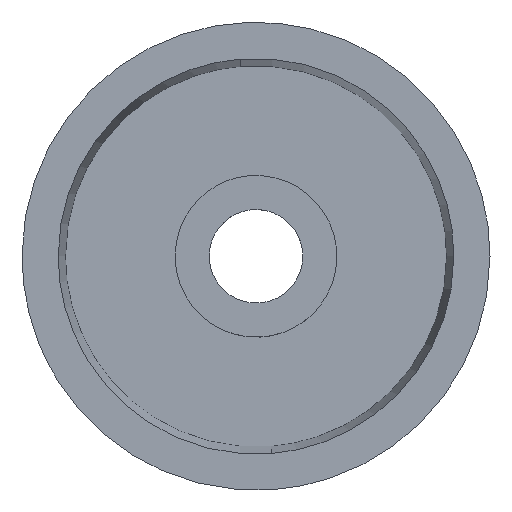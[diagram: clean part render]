
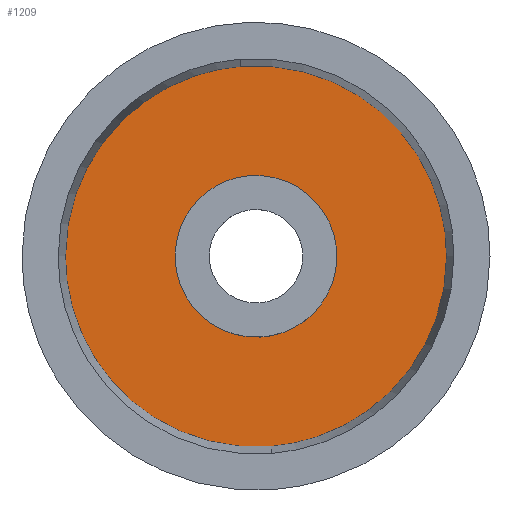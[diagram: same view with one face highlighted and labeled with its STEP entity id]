
A CAD part, top view. The second image highlights one B-rep face of the part: STEP entity #1209.
In plain terms, the highlighted free-form (B-spline) face has degree [1, 1] with [2, 2] control points.
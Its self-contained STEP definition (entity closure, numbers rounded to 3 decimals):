
#312=CARTESIAN_POINT('',(0.703,-8.932,5.6));
#313=VERTEX_POINT('',#312);
#319=CARTESIAN_POINT('',(-8.96,0.0,5.6));
#320=VERTEX_POINT('',#319);
#321=CARTESIAN_POINT('',(0.703,-8.932,5.6));
#322=CARTESIAN_POINT('',(0.352,-8.96,5.6));
#323=CARTESIAN_POINT('',(0.0,-8.96,5.6));
#324=CARTESIAN_POINT('',(-8.96,-8.96,5.6));
#325=CARTESIAN_POINT('',(-8.96,0.0,5.6));
#333=(BOUNDED_CURVE()B_SPLINE_CURVE(2,(#321,#322,#323,#324,#325),.UNSPECIFIED.,.F.,.U.)B_SPLINE_CURVE_WITH_KNOTS((3,2,3),(0.736,0.75,1.0),.UNSPECIFIED.)CURVE()GEOMETRIC_REPRESENTATION_ITEM()RATIONAL_B_SPLINE_CURVE((0.97,0.984,1.0,0.707,1.0))REPRESENTATION_ITEM(''));
#334=EDGE_CURVE('',#313,#320,#333,.T.);
#336=CARTESIAN_POINT('',(-0.703,8.932,5.6));
#337=VERTEX_POINT('',#336);
#338=CARTESIAN_POINT('',(-8.96,0.0,5.6));
#339=CARTESIAN_POINT('',(-8.96,8.282,5.6));
#340=CARTESIAN_POINT('',(-0.703,8.932,5.6));
#348=(BOUNDED_CURVE()B_SPLINE_CURVE(2,(#338,#339,#340),.UNSPECIFIED.,.F.,.U.)B_SPLINE_CURVE_WITH_KNOTS((3,3),(0.0,0.236),.UNSPECIFIED.)CURVE()GEOMETRIC_REPRESENTATION_ITEM()RATIONAL_B_SPLINE_CURVE((1.0,0.723,0.97))REPRESENTATION_ITEM(''));
#349=EDGE_CURVE('',#320,#337,#348,.T.);
#395=CARTESIAN_POINT('',(8.96,0.0,5.6));
#396=VERTEX_POINT('',#395);
#397=CARTESIAN_POINT('',(-0.703,8.932,5.6));
#398=CARTESIAN_POINT('',(-0.352,8.96,5.6));
#399=CARTESIAN_POINT('',(0.0,8.96,5.6));
#400=CARTESIAN_POINT('',(8.96,8.96,5.6));
#401=CARTESIAN_POINT('',(8.96,0.0,5.6));
#409=(BOUNDED_CURVE()B_SPLINE_CURVE(2,(#397,#398,#399,#400,#401),.UNSPECIFIED.,.F.,.U.)B_SPLINE_CURVE_WITH_KNOTS((3,2,3),(0.236,0.25,0.5),.UNSPECIFIED.)CURVE()GEOMETRIC_REPRESENTATION_ITEM()RATIONAL_B_SPLINE_CURVE((0.97,0.984,1.0,0.707,1.0))REPRESENTATION_ITEM(''));
#410=EDGE_CURVE('',#337,#396,#409,.T.);
#412=CARTESIAN_POINT('',(8.96,0.0,5.6));
#413=CARTESIAN_POINT('',(8.96,-8.282,5.6));
#414=CARTESIAN_POINT('',(0.703,-8.932,5.6));
#422=(BOUNDED_CURVE()B_SPLINE_CURVE(2,(#412,#413,#414),.UNSPECIFIED.,.F.,.U.)B_SPLINE_CURVE_WITH_KNOTS((3,3),(0.5,0.736),.UNSPECIFIED.)CURVE()GEOMETRIC_REPRESENTATION_ITEM()RATIONAL_B_SPLINE_CURVE((1.0,0.723,0.97))REPRESENTATION_ITEM(''));
#423=EDGE_CURVE('',#396,#313,#422,.T.);
#464=CARTESIAN_POINT('',(-0.449,3.773,5.6));
#465=VERTEX_POINT('',#464);
#466=CARTESIAN_POINT('',(3.8,0.0,5.6));
#467=VERTEX_POINT('',#466);
#468=CARTESIAN_POINT('',(-0.449,3.773,5.6));
#469=CARTESIAN_POINT('',(-0.225,3.8,5.6));
#470=CARTESIAN_POINT('',(0.0,3.8,5.6));
#471=CARTESIAN_POINT('',(3.8,3.8,5.6));
#472=CARTESIAN_POINT('',(3.8,0.0,5.6));
#480=(BOUNDED_CURVE()B_SPLINE_CURVE(2,(#468,#469,#470,#471,#472),.UNSPECIFIED.,.F.,.U.)B_SPLINE_CURVE_WITH_KNOTS((3,2,3),(0.23,0.25,0.5),.UNSPECIFIED.)CURVE()GEOMETRIC_REPRESENTATION_ITEM()RATIONAL_B_SPLINE_CURVE((0.956,0.976,1.0,0.707,1.0))REPRESENTATION_ITEM(''));
#481=EDGE_CURVE('',#465,#467,#480,.T.);
#522=CARTESIAN_POINT('',(0.232,-3.793,5.6));
#523=VERTEX_POINT('',#522);
#529=CARTESIAN_POINT('',(3.8,0.0,5.6));
#530=CARTESIAN_POINT('',(3.8,-3.575,5.6));
#531=CARTESIAN_POINT('',(0.232,-3.793,5.6));
#539=(BOUNDED_CURVE()B_SPLINE_CURVE(2,(#529,#530,#531),.UNSPECIFIED.,.F.,.U.)B_SPLINE_CURVE_WITH_KNOTS((3,3),(0.5,0.739),.UNSPECIFIED.)CURVE()GEOMETRIC_REPRESENTATION_ITEM()RATIONAL_B_SPLINE_CURVE((1.0,0.72,0.976))REPRESENTATION_ITEM(''));
#540=EDGE_CURVE('',#467,#523,#539,.T.);
#563=CARTESIAN_POINT('',(-3.8,0.0,5.6));
#564=VERTEX_POINT('',#563);
#565=CARTESIAN_POINT('',(-3.8,0.0,5.6));
#566=CARTESIAN_POINT('',(-3.8,3.375,5.6));
#567=CARTESIAN_POINT('',(-0.449,3.773,5.6));
#575=(BOUNDED_CURVE()B_SPLINE_CURVE(2,(#565,#566,#567),.UNSPECIFIED.,.F.,.U.)B_SPLINE_CURVE_WITH_KNOTS((3,3),(0.0,0.23),.UNSPECIFIED.)CURVE()GEOMETRIC_REPRESENTATION_ITEM()RATIONAL_B_SPLINE_CURVE((1.0,0.731,0.956))REPRESENTATION_ITEM(''));
#576=EDGE_CURVE('',#564,#465,#575,.T.);
#578=CARTESIAN_POINT('',(0.232,-3.793,5.6));
#579=CARTESIAN_POINT('',(0.116,-3.8,5.6));
#580=CARTESIAN_POINT('',(0.0,-3.8,5.6));
#581=CARTESIAN_POINT('',(-3.8,-3.8,5.6));
#582=CARTESIAN_POINT('',(-3.8,0.0,5.6));
#590=(BOUNDED_CURVE()B_SPLINE_CURVE(2,(#578,#579,#580,#581,#582),.UNSPECIFIED.,.F.,.U.)B_SPLINE_CURVE_WITH_KNOTS((3,2,3),(0.739,0.75,1.0),.UNSPECIFIED.)CURVE()GEOMETRIC_REPRESENTATION_ITEM()RATIONAL_B_SPLINE_CURVE((0.976,0.988,1.0,0.707,1.0))REPRESENTATION_ITEM(''));
#591=EDGE_CURVE('',#523,#564,#590,.T.);
#1192=CARTESIAN_POINT('',(9.855,-9.852,5.6));
#1193=CARTESIAN_POINT('',(-9.855,-9.852,5.6));
#1194=CARTESIAN_POINT('',(9.855,9.852,5.6));
#1195=CARTESIAN_POINT('',(-9.855,9.852,5.6));
#1196=B_SPLINE_SURFACE_WITH_KNOTS('',1,1,((#1192,#1194),(#1193,#1195)),.UNSPECIFIED.,.F.,.F.,.U.,(2,2),(2,2),(0.0,19.709),(0.0,19.704),.UNSPECIFIED.);
#1197=ORIENTED_EDGE('',*,*,#334,.F.);
#1198=ORIENTED_EDGE('',*,*,#423,.F.);
#1199=ORIENTED_EDGE('',*,*,#410,.F.);
#1200=ORIENTED_EDGE('',*,*,#349,.F.);
#1201=EDGE_LOOP('',(#1197,#1198,#1199,#1200));
#1202=FACE_OUTER_BOUND('',#1201,.T.);
#1203=ORIENTED_EDGE('',*,*,#540,.T.);
#1204=ORIENTED_EDGE('',*,*,#591,.T.);
#1205=ORIENTED_EDGE('',*,*,#576,.T.);
#1206=ORIENTED_EDGE('',*,*,#481,.T.);
#1207=EDGE_LOOP('',(#1203,#1204,#1205,#1206));
#1208=FACE_BOUND('',#1207,.T.);
#1209=ADVANCED_FACE('',(#1202,#1208),#1196,.F.);
